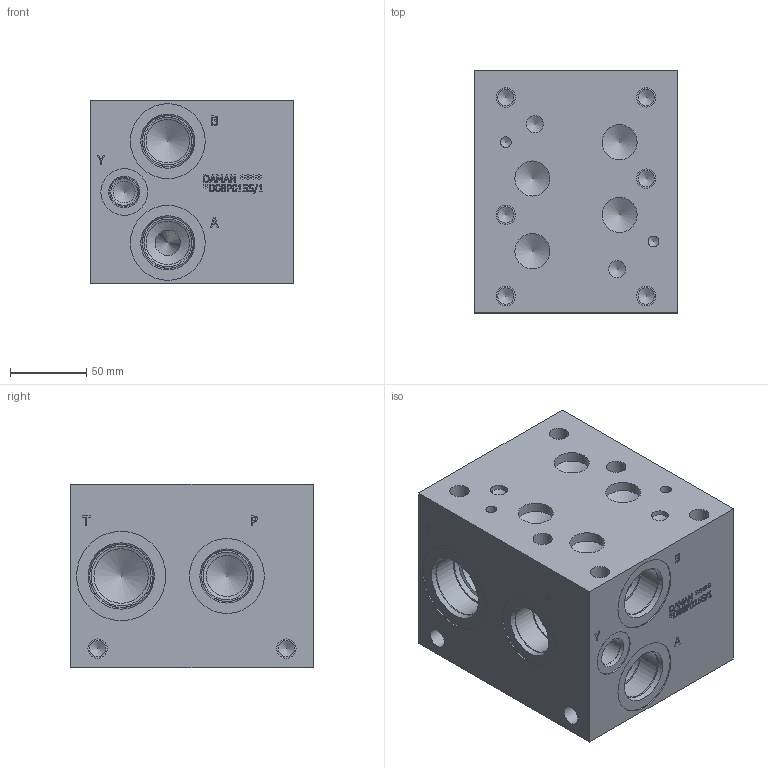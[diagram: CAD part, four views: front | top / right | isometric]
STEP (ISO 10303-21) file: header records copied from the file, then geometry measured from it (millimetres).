
FILE_DESCRIPTION(/* description */ (''),/* implementation_level */ '2;1');
FILE_NAME(/* name */ '_D08P015S_1.stp',/* time_stamp */ '2022-10-25T12:00:40-04:00',/* author */ ('mikeh'),/* organization */ (''),/* preprocessor_version */ 'ST-DEVELOPER v18',/* originating_system */ 'Autodesk Inventor 2020',/* authorisation */ '');
FILE_SCHEMA (('AUTOMOTIVE_DESIGN { 1 0 10303 214 3 1 1 }'));
Length unit declared in the file: millimetre
Products named in the file (1): Part_AD08P015S_1_3D
Bounding box: 133.35 x 158.75 x 120.65 mm (x, y, z)
Volume: 2272159.3 mm3; surface area: 154146.1 mm2
Topology: 1 solids, 1 shells, 591 faces, 1599 edges, 1078 vertices
Faces by surface type: plane 340, bspline 128, cylinder 69, cone 54
Full cylindrical faces by diameter (mm): 7.137 x2, 9.525 x1, 9.881 x1, 10.719 x10, 11.113 x1, 11.125 x2, 12.7 x10, 14.3 x1, 17.501 x1, 19.05 x1, 19.253 x1, 21.285 x1, 23.012 x3, 23.017 x1, 26.975 x2, 28.575 x2, 30.632 x1, 31.267 x4, 33.34 x2, 33.35 x2, 33.757 x4, 35.509 x2, 35.712 x2, 39.218 x2, 41.275 x1, 41.28 x1, 41.758 x1, 43.51 x1, 49.124 x4, 58.572 x2
Entity records: 19581 total; most frequent: CARTESIAN_POINT 4907, ORIENTED_EDGE 3146, DIRECTION 2501, EDGE_CURVE 1573, VERTEX_POINT 1078, LINE 1061, VECTOR 1061, AXIS2_PLACEMENT_3D 720
